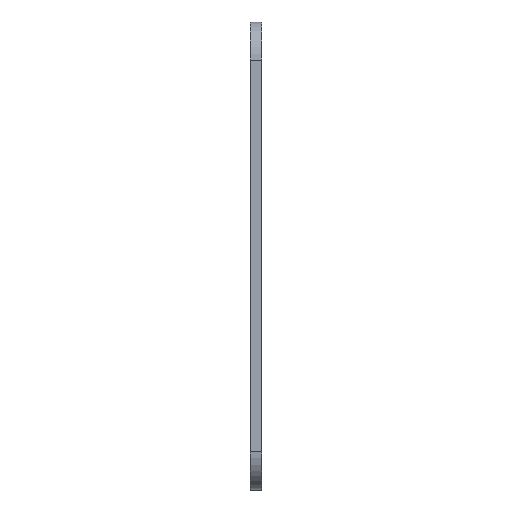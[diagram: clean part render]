
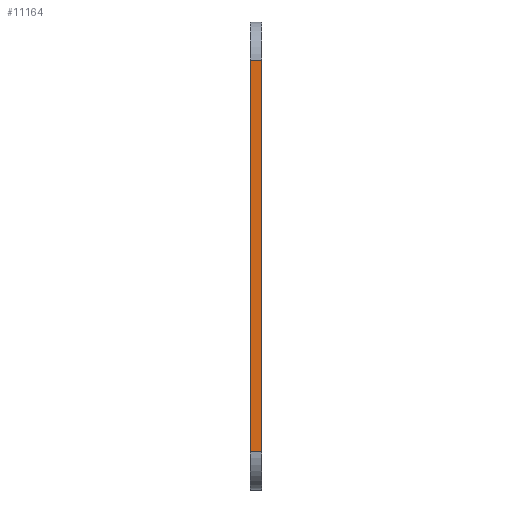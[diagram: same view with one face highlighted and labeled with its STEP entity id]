
A CAD part, left-side view. The second image highlights one B-rep face of the part: STEP entity #11164.
In plain terms, the highlighted planar face has unit normal (-1, 0, 0).
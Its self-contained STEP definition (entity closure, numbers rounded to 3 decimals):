
#346=PLANE('',#11457);
#910=FACE_OUTER_BOUND('',#1550,.T.);
#1550=EDGE_LOOP('',(#9959,#9960,#9961,#9962));
#2416=LINE('',#22036,#3328);
#2442=LINE('',#22153,#3354);
#2443=LINE('',#22156,#3355);
#2444=LINE('',#22157,#3356);
#3328=VECTOR('',#12700,10.);
#3354=VECTOR('',#12800,10.);
#3355=VECTOR('',#12803,10.);
#3356=VECTOR('',#12804,10.);
#5136=VERTEX_POINT('',#22014);
#5146=VERTEX_POINT('',#22034);
#5199=VERTEX_POINT('',#22149);
#5201=VERTEX_POINT('',#22155);
#6756=EDGE_CURVE('',#5146,#5136,#2416,.T.);
#6811=EDGE_CURVE('',#5136,#5199,#2442,.T.);
#6812=EDGE_CURVE('',#5201,#5146,#2443,.T.);
#6813=EDGE_CURVE('',#5199,#5201,#2444,.T.);
#9959=ORIENTED_EDGE('',*,*,#6811,.F.);
#9960=ORIENTED_EDGE('',*,*,#6756,.F.);
#9961=ORIENTED_EDGE('',*,*,#6812,.F.);
#9962=ORIENTED_EDGE('',*,*,#6813,.F.);
#11164=ADVANCED_FACE('',(#910),#346,.T.);
#11457=AXIS2_PLACEMENT_3D('',#22154,#12801,#12802);
#12700=DIRECTION('',(0.,0.,-1.));
#12800=DIRECTION('',(0.,1.,0.));
#12801=DIRECTION('center_axis',(-1.,0.,0.));
#12802=DIRECTION('ref_axis',(0.,0.,1.));
#12803=DIRECTION('',(0.,-1.,0.));
#12804=DIRECTION('',(0.,0.,1.));
#22014=CARTESIAN_POINT('',(-11.209,0.,11.834));
#22034=CARTESIAN_POINT('',(-11.209,0.,63.134));
#22036=CARTESIAN_POINT('',(-11.209,0.,68.134));
#22149=CARTESIAN_POINT('',(-11.209,1.5,11.834));
#22153=CARTESIAN_POINT('',(-11.209,0.,11.834));
#22154=CARTESIAN_POINT('Origin',(-11.209,0.,6.834));
#22155=CARTESIAN_POINT('',(-11.209,1.5,63.134));
#22156=CARTESIAN_POINT('',(-11.209,0.,63.134));
#22157=CARTESIAN_POINT('',(-11.209,1.5,68.134));
